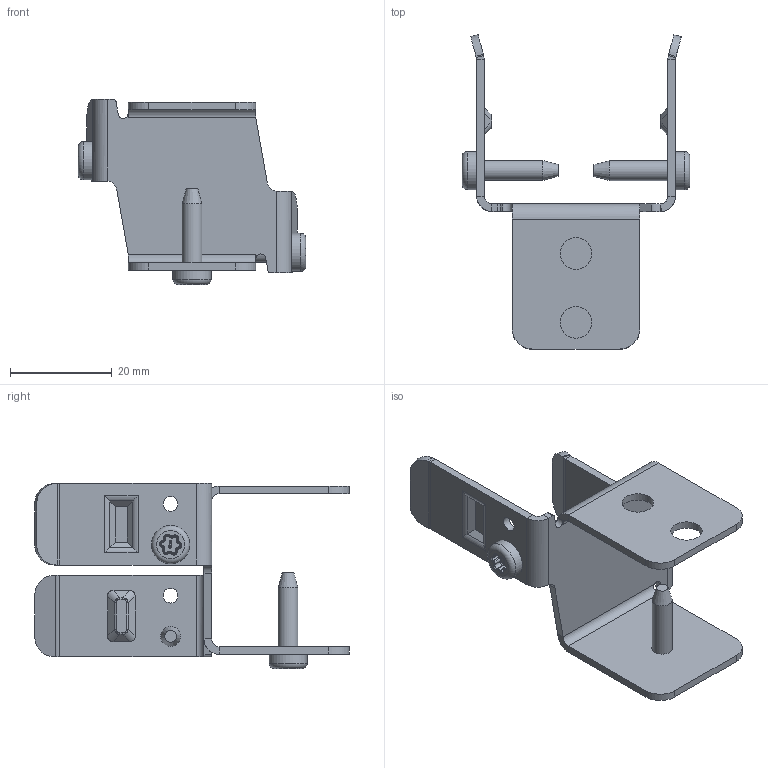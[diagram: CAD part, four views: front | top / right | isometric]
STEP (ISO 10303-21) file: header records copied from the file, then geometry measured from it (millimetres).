
FILE_DESCRIPTION(/* description */ ('KriTec Rollenbahn St Unterstützung D30'),/* implementation_level */ '2;1');
FILE_NAME(/* name */ '22135_KriTec_Rollenbahn_St_Unterstützung_D30.stp',/* time_stamp */ '2020-11-06T08:43:40+01:00',/* author */ ('jendrek'),/* organization */ (''),/* preprocessor_version */ 'ST-DEVELOPER v17',/* originating_system */ 'Autodesk Inventor 2018',/* authorisation */ '');
FILE_SCHEMA (('AUTOMOTIVE_DESIGN { 1 0 10303 214 3 1 1 }'));
Length unit declared in the file: millimetre
Products named in the file (3): 22135; 062MMD30M; 1
Assembly tree (4 placements, depth 2):
  22135
    062MMD30M
    1  x3
Bounding box: 44.6 x 61.69 x 36.3 mm (x, y, z)
Volume: 5741.8 mm3; surface area: 8342.8 mm2
Topology: 4 solids, 4 shells, 550 faces, 1363 edges, 846 vertices
Faces by surface type: plane 184, cylinder 171, bspline 117, torus 75, cone 3
Full cylindrical faces by diameter (mm): 2.9 x4, 3.9 x3, 4.1 x1, 6.2 x2, 7.5 x3
Entity records: 10093 total; most frequent: CARTESIAN_POINT 3405, ORIENTED_EDGE 1390, DIRECTION 1364, EDGE_CURVE 695, AXIS2_PLACEMENT_3D 501, VERTEX_POINT 430, LINE 362, VECTOR 362
